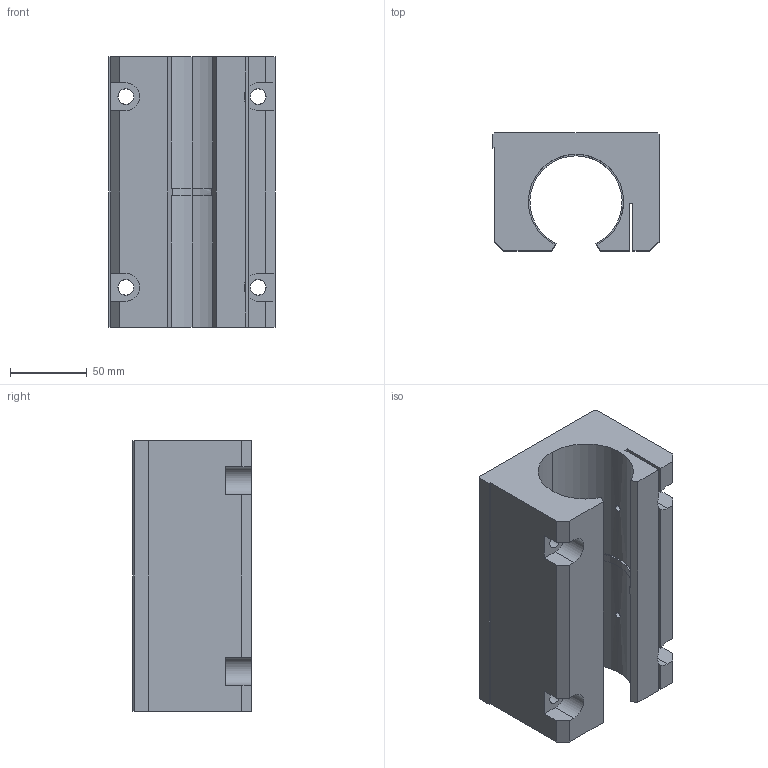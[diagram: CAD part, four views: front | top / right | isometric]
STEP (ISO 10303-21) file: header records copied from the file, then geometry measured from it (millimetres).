
FILE_DESCRIPTION( ( '' ), '1' );
FILE_NAME( 'tag_opaj_40_2_03.stp', '2008-04-10T05:35:22', ( '' ), ( '' ), ' ', ' ', ' ' );
FILE_SCHEMA( ( 'CONFIG_CONTROL_DESIGN' ) );
Length unit declared in the file: millimetre
Products named in the file (1): 1
Bounding box: 108 x 77 x 176 mm (x, y, z)
Volume: 849860.7 mm3; surface area: 120780.6 mm2
Topology: 1 solids, 1 shells, 112 faces, 291 edges, 188 vertices
Faces by surface type: plane 48, cylinder 46, cone 18
Entity records: 3685 total; most frequent: CARTESIAN_POINT 774, DIRECTION 615, ORIENTED_EDGE 582, EDGE_CURVE 291, AXIS2_PLACEMENT_3D 217, VERTEX_POINT 188, LINE 181, VECTOR 181
